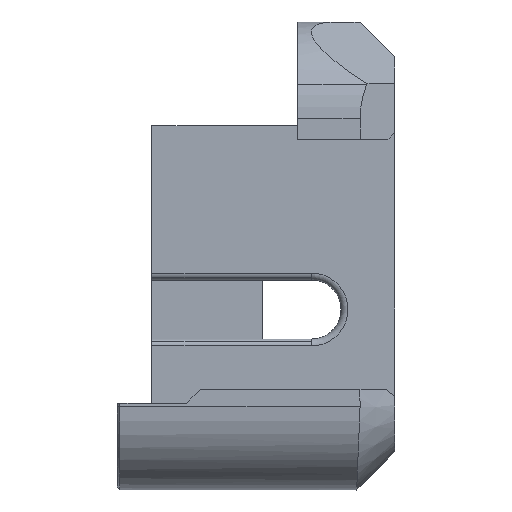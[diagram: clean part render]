
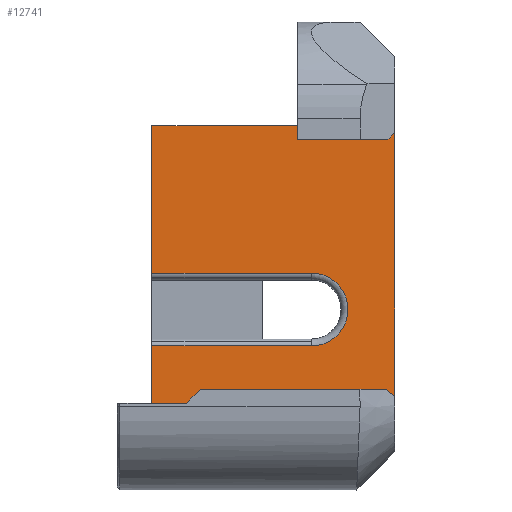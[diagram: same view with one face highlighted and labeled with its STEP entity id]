
A CAD part, left-side view. The second image highlights one B-rep face of the part: STEP entity #12741.
In plain terms, the highlighted planar face has unit normal (-1, 0, 0).
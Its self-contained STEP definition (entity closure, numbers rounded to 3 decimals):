
#303 = LINE ( 'NONE', #15353, #2133 ) ;
#320 = VERTEX_POINT ( 'NONE', #3292 ) ;
#408 = EDGE_CURVE ( 'NONE', #11816, #17471, #13754, .T. ) ;
#481 = VECTOR ( 'NONE', #4556, 1000. ) ;
#1029 = DIRECTION ( 'NONE',  ( 0., 0., -1. ) ) ;
#1331 = LINE ( 'NONE', #10874, #3328 ) ;
#1576 = EDGE_CURVE ( 'NONE', #320, #14426, #1331, .T. ) ;
#1608 = CARTESIAN_POINT ( 'NONE',  ( 131.217, -119.43, 62.75 ) ) ;
#1941 = ORIENTED_EDGE ( 'NONE', *, *, #1576, .F. ) ;
#2133 = VECTOR ( 'NONE', #8609, 1000. ) ;
#2958 = DIRECTION ( 'NONE',  ( 0., -1., 0. ) ) ;
#3292 = CARTESIAN_POINT ( 'NONE',  ( 131.217, -119.43, 71. ) ) ;
#3328 = VECTOR ( 'NONE', #11975, 1000. ) ;
#3496 = CARTESIAN_POINT ( 'NONE',  ( 131.217, -154.43, 102.75 ) ) ;
#3816 = VERTEX_POINT ( 'NONE', #15323 ) ;
#4263 = LINE ( 'NONE', #1608, #4682 ) ;
#4299 = CARTESIAN_POINT ( 'NONE',  ( 131.217, -142.43, 71. ) ) ;
#4385 = CARTESIAN_POINT ( 'NONE',  ( 131.217, -153.43, 102.75 ) ) ;
#4556 = DIRECTION ( 'NONE',  ( 0., -1., 0. ) ) ;
#4662 = EDGE_CURVE ( 'NONE', #3816, #12054, #8535, .T. ) ;
#4682 = VECTOR ( 'NONE', #13837, 1000. ) ;
#4769 = AXIS2_PLACEMENT_3D ( 'NONE', #13500, #14566, #10570 ) ;
#4849 = DIRECTION ( 'NONE',  ( -1., 0., 0. ) ) ;
#4926 = CARTESIAN_POINT ( 'NONE',  ( 131.217, -119.43, 102.75 ) ) ;
#5608 = CARTESIAN_POINT ( 'NONE',  ( 131.217, -154.43, 102.75 ) ) ;
#6002 = LINE ( 'NONE', #15177, #16874 ) ;
#6146 = CARTESIAN_POINT ( 'NONE',  ( 131.217, -154.43, 62.75 ) ) ;
#6149 = ORIENTED_EDGE ( 'NONE', *, *, #408, .T. ) ;
#7019 = EDGE_CURVE ( 'NONE', #9916, #11165, #303, .T. ) ;
#7059 = ORIENTED_EDGE ( 'NONE', *, *, #4662, .F. ) ;
#7155 = CARTESIAN_POINT ( 'NONE',  ( 131.217, -142.43, 81.5 ) ) ;
#7179 = CARTESIAN_POINT ( 'NONE',  ( 131.217, -119.43, 81.5 ) ) ;
#7492 = VECTOR ( 'NONE', #2958, 1000. ) ;
#8181 = EDGE_CURVE ( 'NONE', #11816, #320, #6002, .T. ) ;
#8290 = DIRECTION ( 'NONE',  ( 0., -1., 0. ) ) ;
#8471 = LINE ( 'NONE', #15210, #16319 ) ;
#8535 = LINE ( 'NONE', #4385, #7492 ) ;
#8563 = EDGE_CURVE ( 'NONE', #11165, #15583, #4263, .T. ) ;
#8609 = DIRECTION ( 'NONE',  ( 0., 1., 0. ) ) ;
#8612 = DIRECTION ( 'NONE',  ( 0., 0., 1. ) ) ;
#8822 = LINE ( 'NONE', #3496, #12889 ) ;
#9715 = ORIENTED_EDGE ( 'NONE', *, *, #7019, .F. ) ;
#9916 = VERTEX_POINT ( 'NONE', #7155 ) ;
#10027 = EDGE_CURVE ( 'NONE', #15583, #3816, #8471, .T. ) ;
#10216 = ORIENTED_EDGE ( 'NONE', *, *, #8181, .F. ) ;
#10416 = CIRCLE ( 'NONE', #4769, 5.25 ) ;
#10504 = PLANE ( 'NONE',  #17397 ) ;
#10570 = DIRECTION ( 'NONE',  ( 0., -1., 0. ) ) ;
#10842 = ORIENTED_EDGE ( 'NONE', *, *, #8563, .F. ) ;
#10874 = CARTESIAN_POINT ( 'NONE',  ( 131.217, -145.43, 71. ) ) ;
#10897 = ORIENTED_EDGE ( 'NONE', *, *, #10027, .F. ) ;
#10968 = ORIENTED_EDGE ( 'NONE', *, *, #11580, .F. ) ;
#11038 = ORIENTED_EDGE ( 'NONE', *, *, #12762, .F. ) ;
#11165 = VERTEX_POINT ( 'NONE', #7179 ) ;
#11283 = CARTESIAN_POINT ( 'NONE',  ( 131.217, -153.43, 62.75 ) ) ;
#11484 = DIRECTION ( 'NONE',  ( 0., 0., 1. ) ) ;
#11580 = EDGE_CURVE ( 'NONE', #14426, #9916, #10416, .T. ) ;
#11816 = VERTEX_POINT ( 'NONE', #12712 ) ;
#11975 = DIRECTION ( 'NONE',  ( 0., -1., 0. ) ) ;
#12054 = VERTEX_POINT ( 'NONE', #5608 ) ;
#12288 = EDGE_LOOP ( 'NONE', ( #9715, #10968, #1941, #10216, #6149, #11038, #7059, #10897, #10842 ) ) ;
#12712 = CARTESIAN_POINT ( 'NONE',  ( 131.217, -119.43, 62.75 ) ) ;
#12741 = ADVANCED_FACE ( 'NONE', ( #17238 ), #10504, .T. ) ;
#12762 = EDGE_CURVE ( 'NONE', #12054, #17471, #8822, .T. ) ;
#12889 = VECTOR ( 'NONE', #1029, 1000. ) ;
#13500 = CARTESIAN_POINT ( 'NONE',  ( 131.217, -142.43, 76.25 ) ) ;
#13754 = LINE ( 'NONE', #11283, #481 ) ;
#13837 = DIRECTION ( 'NONE',  ( 0., 0., 1. ) ) ;
#14426 = VERTEX_POINT ( 'NONE', #4299 ) ;
#14566 = DIRECTION ( 'NONE',  ( -1., 0., 0. ) ) ;
#15177 = CARTESIAN_POINT ( 'NONE',  ( 131.217, -119.43, 62.75 ) ) ;
#15210 = CARTESIAN_POINT ( 'NONE',  ( 131.217, -153.43, 102.75 ) ) ;
#15323 = CARTESIAN_POINT ( 'NONE',  ( 131.217, -140.43, 102.75 ) ) ;
#15353 = CARTESIAN_POINT ( 'NONE',  ( 131.217, -136.43, 81.5 ) ) ;
#15583 = VERTEX_POINT ( 'NONE', #4926 ) ;
#15639 = CARTESIAN_POINT ( 'NONE',  ( 131.217, -153.43, 102.75 ) ) ;
#16319 = VECTOR ( 'NONE', #8290, 1000. ) ;
#16874 = VECTOR ( 'NONE', #8612, 1000. ) ;
#17238 = FACE_OUTER_BOUND ( 'NONE', #12288, .T. ) ;
#17397 = AXIS2_PLACEMENT_3D ( 'NONE', #15639, #4849, #11484 ) ;
#17471 = VERTEX_POINT ( 'NONE', #6146 ) ;
